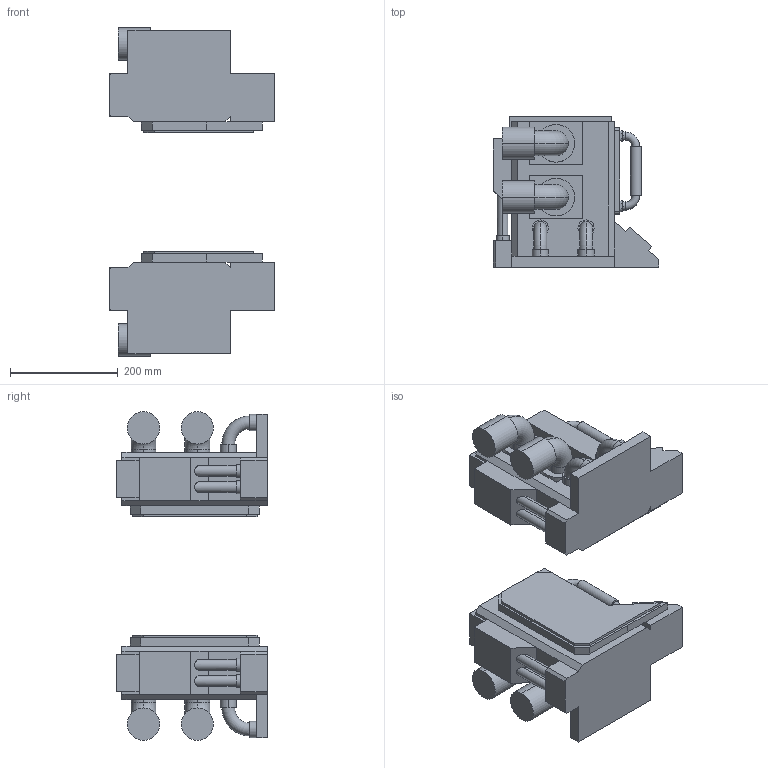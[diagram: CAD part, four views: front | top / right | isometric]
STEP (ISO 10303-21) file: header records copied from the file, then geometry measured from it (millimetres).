
FILE_DESCRIPTION (( 'STEP AP203' ), '1' );
FILE_NAME ('Áã¼þ1.STEP', '2023-09-04T04:33:01', ( '' ), ( '' ), 'SwSTEP 2.0', 'SolidWorks 2022', '' );
FILE_SCHEMA (( 'CONFIG_CONTROL_DESIGN' ));
Length unit declared in the file: millimetre
Products named in the file (1): 錨璃1
Bounding box: 307.75 x 280 x 610 mm (x, y, z)
Volume: 15388670.3 mm3; surface area: 822766.9 mm2
Topology: 2 solids, 2 shells, 456 faces, 1176 edges, 768 vertices
Faces by surface type: plane 320, cylinder 104, torus 32
Entity records: 14347 total; most frequent: CARTESIAN_POINT 2765, DIRECTION 2354, ORIENTED_EDGE 2352, EDGE_CURVE 1176, LINE 880, VECTOR 880, VERTEX_POINT 768, AXIS2_PLACEMENT_3D 737
